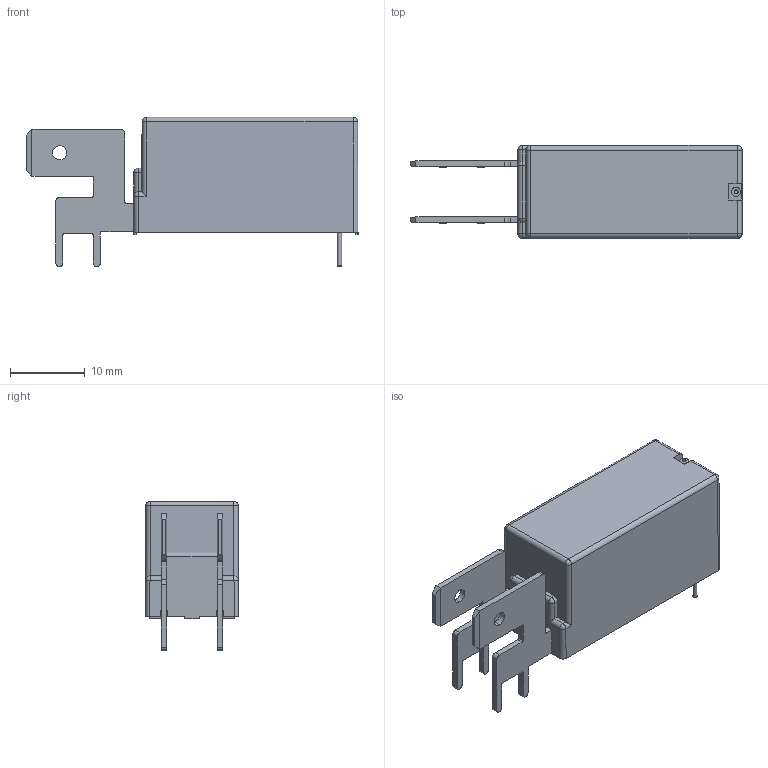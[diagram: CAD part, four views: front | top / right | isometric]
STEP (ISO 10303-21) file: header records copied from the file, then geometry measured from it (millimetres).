
FILE_DESCRIPTION (( 'STEP AP214' ), '1' );
FILE_NAME ('RM85 faston H.STEP', '2014-09-10T05:31:41', ( '' ), ( '' ), 'SwSTEP 2.0', 'SolidWorks 2012', '' );
FILE_SCHEMA (( 'AUTOMOTIVE_DESIGN' ));
Length unit declared in the file: millimetre
Products named in the file (1): RM85 faston H
Bounding box: 44.46 x 12.48 x 19.98 mm (x, y, z)
Volume: 5739.5 mm3; surface area: 3320.4 mm2
Topology: 1 solids, 2 shells, 252 faces, 665 edges, 420 vertices
Faces by surface type: plane 154, cylinder 78, sphere 12, cone 4, bspline 4
Entity records: 8635 total; most frequent: CARTESIAN_POINT 1572, ORIENTED_EDGE 1326, DIRECTION 1245, EDGE_CURVE 663, LINE 467, VECTOR 467, VERTEX_POINT 420, AXIS2_PLACEMENT_3D 389
